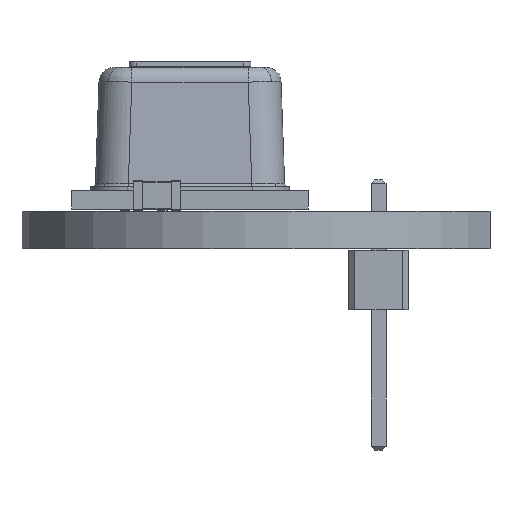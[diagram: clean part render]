
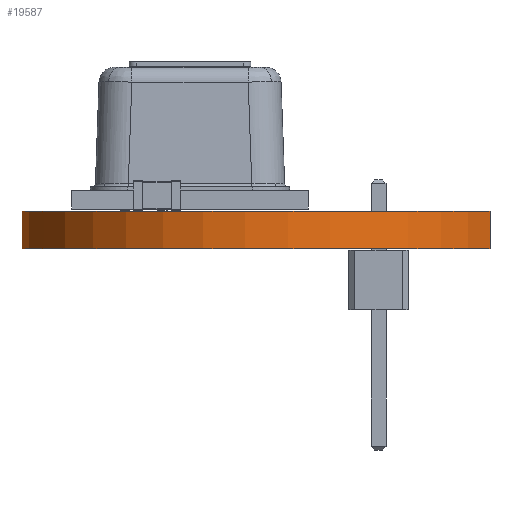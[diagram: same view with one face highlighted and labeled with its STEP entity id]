
A CAD part, front view. The second image highlights one B-rep face of the part: STEP entity #19587.
In plain terms, the highlighted cylindrical face has radius 10.518 mm (diameter 21.036 mm), a partial arc.
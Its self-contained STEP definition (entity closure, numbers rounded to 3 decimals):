
#19406 = PLANE('',#19407);
#19407 = AXIS2_PLACEMENT_3D('',#19408,#19409,#19410);
#19408 = CARTESIAN_POINT('',(7.012,-4.5,0.));
#19409 = DIRECTION('',(0.,1.,0.));
#19410 = DIRECTION('',(1.,0.,0.));
#19431 = VERTEX_POINT('',#19432);
#19432 = CARTESIAN_POINT('',(10.012,-4.5,1.6));
#19446 = PLANE('',#19447);
#19447 = AXIS2_PLACEMENT_3D('',#19448,#19449,#19450);
#19448 = CARTESIAN_POINT('',(1.247,0.,1.6));
#19449 = DIRECTION('',(-0.,-0.,-1.));
#19450 = DIRECTION('',(-1.,0.,0.));
#19458 = EDGE_CURVE('',#19459,#19431,#19461,.T.);
#19459 = VERTEX_POINT('',#19460);
#19460 = CARTESIAN_POINT('',(10.012,-4.5,0.));
#19461 = SURFACE_CURVE('',#19462,(#19466,#19473),.PCURVE_S1.);
#19462 = LINE('',#19463,#19464);
#19463 = CARTESIAN_POINT('',(10.012,-4.5,0.));
#19464 = VECTOR('',#19465,1.);
#19465 = DIRECTION('',(0.,0.,1.));
#19466 = PCURVE('',#19406,#19467);
#19467 = DEFINITIONAL_REPRESENTATION('',(#19468),#19472);
#19468 = LINE('',#19469,#19470);
#19469 = CARTESIAN_POINT('',(3.,0.));
#19470 = VECTOR('',#19471,1.);
#19471 = DIRECTION('',(0.,-1.));
#19472 = ( GEOMETRIC_REPRESENTATION_CONTEXT(2) 
PARAMETRIC_REPRESENTATION_CONTEXT() REPRESENTATION_CONTEXT('2D SPACE',''
  ) );
#19473 = PCURVE('',#19474,#19479);
#19474 = CYLINDRICAL_SURFACE('',#19475,10.518);
#19475 = AXIS2_PLACEMENT_3D('',#19476,#19477,#19478);
#19476 = CARTESIAN_POINT('',(0.506,-0.,0.));
#19477 = DIRECTION('',(-0.,-0.,-1.));
#19478 = DIRECTION('',(1.,0.,-0.));
#19479 = DEFINITIONAL_REPRESENTATION('',(#19480),#19484);
#19480 = LINE('',#19481,#19482);
#19481 = CARTESIAN_POINT('',(-5.841,0.));
#19482 = VECTOR('',#19483,1.);
#19483 = DIRECTION('',(-0.,-1.));
#19484 = ( GEOMETRIC_REPRESENTATION_CONTEXT(2) 
PARAMETRIC_REPRESENTATION_CONTEXT() REPRESENTATION_CONTEXT('2D SPACE',''
  ) );
#19500 = PLANE('',#19501);
#19501 = AXIS2_PLACEMENT_3D('',#19502,#19503,#19504);
#19502 = CARTESIAN_POINT('',(1.247,0.,0.));
#19503 = DIRECTION('',(-0.,-0.,-1.));
#19504 = DIRECTION('',(-1.,0.,0.));
#19533 = PLANE('',#19534);
#19534 = AXIS2_PLACEMENT_3D('',#19535,#19536,#19537);
#19535 = CARTESIAN_POINT('',(10.012,4.5,0.));
#19536 = DIRECTION('',(0.,-1.,0.));
#19537 = DIRECTION('',(-1.,0.,0.));
#19587 = ADVANCED_FACE('',(#19588),#19474,.T.);
#19588 = FACE_BOUND('',#19589,.F.);
#19589 = EDGE_LOOP('',(#19590,#19615,#19641,#19642));
#19590 = ORIENTED_EDGE('',*,*,#19591,.T.);
#19591 = EDGE_CURVE('',#19592,#19594,#19596,.T.);
#19592 = VERTEX_POINT('',#19593);
#19593 = CARTESIAN_POINT('',(10.012,4.5,0.));
#19594 = VERTEX_POINT('',#19595);
#19595 = CARTESIAN_POINT('',(10.012,4.5,1.6));
#19596 = SURFACE_CURVE('',#19597,(#19601,#19608),.PCURVE_S1.);
#19597 = LINE('',#19598,#19599);
#19598 = CARTESIAN_POINT('',(10.012,4.5,0.));
#19599 = VECTOR('',#19600,1.);
#19600 = DIRECTION('',(0.,0.,1.));
#19601 = PCURVE('',#19474,#19602);
#19602 = DEFINITIONAL_REPRESENTATION('',(#19603),#19607);
#19603 = LINE('',#19604,#19605);
#19604 = CARTESIAN_POINT('',(-0.442,0.));
#19605 = VECTOR('',#19606,1.);
#19606 = DIRECTION('',(-0.,-1.));
#19607 = ( GEOMETRIC_REPRESENTATION_CONTEXT(2) 
PARAMETRIC_REPRESENTATION_CONTEXT() REPRESENTATION_CONTEXT('2D SPACE',''
  ) );
#19608 = PCURVE('',#19533,#19609);
#19609 = DEFINITIONAL_REPRESENTATION('',(#19610),#19614);
#19610 = LINE('',#19611,#19612);
#19611 = CARTESIAN_POINT('',(0.,0.));
#19612 = VECTOR('',#19613,1.);
#19613 = DIRECTION('',(0.,-1.));
#19614 = ( GEOMETRIC_REPRESENTATION_CONTEXT(2) 
PARAMETRIC_REPRESENTATION_CONTEXT() REPRESENTATION_CONTEXT('2D SPACE',''
  ) );
#19615 = ORIENTED_EDGE('',*,*,#19616,.T.);
#19616 = EDGE_CURVE('',#19594,#19431,#19617,.T.);
#19617 = SURFACE_CURVE('',#19618,(#19623,#19630),.PCURVE_S1.);
#19618 = CIRCLE('',#19619,10.518);
#19619 = AXIS2_PLACEMENT_3D('',#19620,#19621,#19622);
#19620 = CARTESIAN_POINT('',(0.506,0.,1.6));
#19621 = DIRECTION('',(0.,0.,1.));
#19622 = DIRECTION('',(1.,0.,-0.));
#19623 = PCURVE('',#19474,#19624);
#19624 = DEFINITIONAL_REPRESENTATION('',(#19625),#19629);
#19625 = LINE('',#19626,#19627);
#19626 = CARTESIAN_POINT('',(-0.,-1.6));
#19627 = VECTOR('',#19628,1.);
#19628 = DIRECTION('',(-1.,0.));
#19629 = ( GEOMETRIC_REPRESENTATION_CONTEXT(2) 
PARAMETRIC_REPRESENTATION_CONTEXT() REPRESENTATION_CONTEXT('2D SPACE',''
  ) );
#19630 = PCURVE('',#19446,#19631);
#19631 = DEFINITIONAL_REPRESENTATION('',(#19632),#19640);
#19632 = ( BOUNDED_CURVE() B_SPLINE_CURVE(2,(#19633,#19634,#19635,#19636
    ,#19637,#19638,#19639),.UNSPECIFIED.,.T.,.F.) 
B_SPLINE_CURVE_WITH_KNOTS((1,2,2,2,2,1),(-2.094,0.,
    2.094,4.189,6.283,8.378),
.UNSPECIFIED.) CURVE() GEOMETRIC_REPRESENTATION_ITEM() 
RATIONAL_B_SPLINE_CURVE((1.,0.5,1.,0.5,1.,0.5,1.)) REPRESENTATION_ITEM(
  '') );
#19633 = CARTESIAN_POINT('',(-9.777,0.));
#19634 = CARTESIAN_POINT('',(-9.777,18.218));
#19635 = CARTESIAN_POINT('',(6.,9.109));
#19636 = CARTESIAN_POINT('',(21.777,0.));
#19637 = CARTESIAN_POINT('',(6.,-9.109));
#19638 = CARTESIAN_POINT('',(-9.777,-18.218));
#19639 = CARTESIAN_POINT('',(-9.777,0.));
#19640 = ( GEOMETRIC_REPRESENTATION_CONTEXT(2) 
PARAMETRIC_REPRESENTATION_CONTEXT() REPRESENTATION_CONTEXT('2D SPACE',''
  ) );
#19641 = ORIENTED_EDGE('',*,*,#19458,.F.);
#19642 = ORIENTED_EDGE('',*,*,#19643,.F.);
#19643 = EDGE_CURVE('',#19592,#19459,#19644,.T.);
#19644 = SURFACE_CURVE('',#19645,(#19650,#19657),.PCURVE_S1.);
#19645 = CIRCLE('',#19646,10.518);
#19646 = AXIS2_PLACEMENT_3D('',#19647,#19648,#19649);
#19647 = CARTESIAN_POINT('',(0.506,-0.,0.));
#19648 = DIRECTION('',(0.,0.,1.));
#19649 = DIRECTION('',(1.,0.,-0.));
#19650 = PCURVE('',#19474,#19651);
#19651 = DEFINITIONAL_REPRESENTATION('',(#19652),#19656);
#19652 = LINE('',#19653,#19654);
#19653 = CARTESIAN_POINT('',(-0.,0.));
#19654 = VECTOR('',#19655,1.);
#19655 = DIRECTION('',(-1.,0.));
#19656 = ( GEOMETRIC_REPRESENTATION_CONTEXT(2) 
PARAMETRIC_REPRESENTATION_CONTEXT() REPRESENTATION_CONTEXT('2D SPACE',''
  ) );
#19657 = PCURVE('',#19500,#19658);
#19658 = DEFINITIONAL_REPRESENTATION('',(#19659),#19667);
#19659 = ( BOUNDED_CURVE() B_SPLINE_CURVE(2,(#19660,#19661,#19662,#19663
    ,#19664,#19665,#19666),.UNSPECIFIED.,.T.,.F.) 
B_SPLINE_CURVE_WITH_KNOTS((1,2,2,2,2,1),(-2.094,0.,
    2.094,4.189,6.283,8.378),
.UNSPECIFIED.) CURVE() GEOMETRIC_REPRESENTATION_ITEM() 
RATIONAL_B_SPLINE_CURVE((1.,0.5,1.,0.5,1.,0.5,1.)) REPRESENTATION_ITEM(
  '') );
#19660 = CARTESIAN_POINT('',(-9.777,0.));
#19661 = CARTESIAN_POINT('',(-9.777,18.218));
#19662 = CARTESIAN_POINT('',(6.,9.109));
#19663 = CARTESIAN_POINT('',(21.777,0.));
#19664 = CARTESIAN_POINT('',(6.,-9.109));
#19665 = CARTESIAN_POINT('',(-9.777,-18.218));
#19666 = CARTESIAN_POINT('',(-9.777,0.));
#19667 = ( GEOMETRIC_REPRESENTATION_CONTEXT(2) 
PARAMETRIC_REPRESENTATION_CONTEXT() REPRESENTATION_CONTEXT('2D SPACE',''
  ) );
